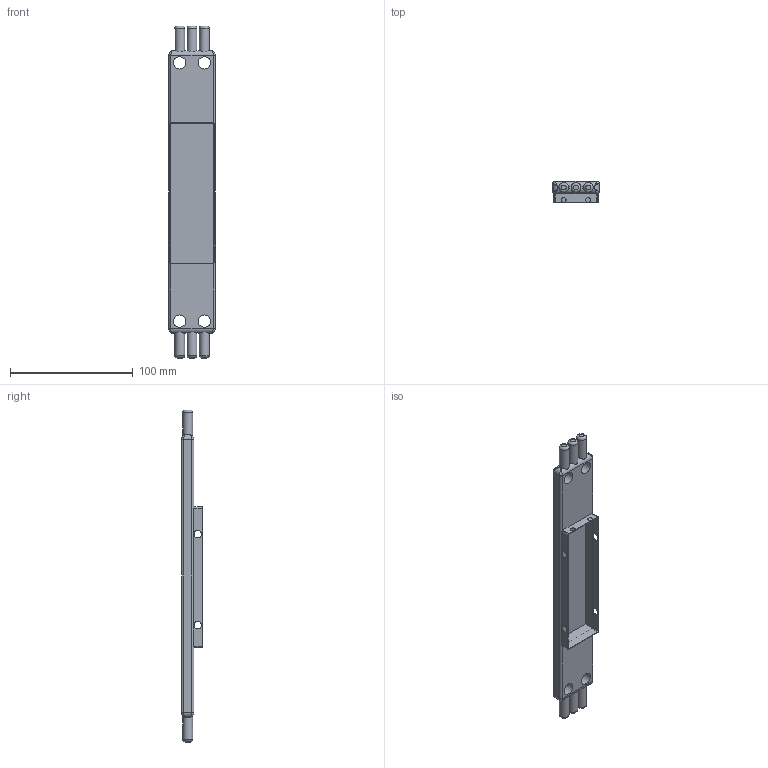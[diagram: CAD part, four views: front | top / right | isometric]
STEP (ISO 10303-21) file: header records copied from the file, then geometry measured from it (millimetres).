
FILE_DESCRIPTION(/* description */ (''),/* implementation_level */ '2;1');
FILE_NAME(/* name */ 'N3 Ebay .step',/* time_stamp */ '2023-02-07T16:27:06+03:00',/* author */ (''),/* organization */ (''),/* preprocessor_version */ 'ST-DEVELOPER v19',/* originating_system */ 'Autodesk Translation Framework v11.7.0.108',/* authorisation */ '');
FILE_SCHEMA (('AUTOMOTIVE_DESIGN { 1 0 10303 214 3 1 1 }'));
Length unit declared in the file: millimetre
Products named in the file (1): Ebay
Bounding box: 37.5 x 17 x 270 mm (x, y, z)
Volume: 57100.1 mm3; surface area: 31664.3 mm2
Topology: 1 solids, 1 shells, 80 faces, 220 edges, 128 vertices
Faces by surface type: cylinder 34, plane 32, bspline 14
Full cylindrical faces by diameter (mm): 6 x4, 8 x6, 10 x4
Entity records: 3067 total; most frequent: CARTESIAN_POINT 1083, DIRECTION 416, ORIENTED_EDGE 408, EDGE_CURVE 204, AXIS2_PLACEMENT_3D 163, VERTEX_POINT 124, EDGE_LOOP 94, LINE 90
